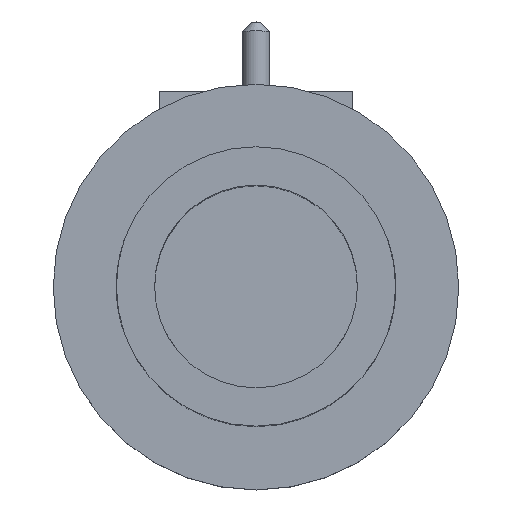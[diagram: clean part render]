
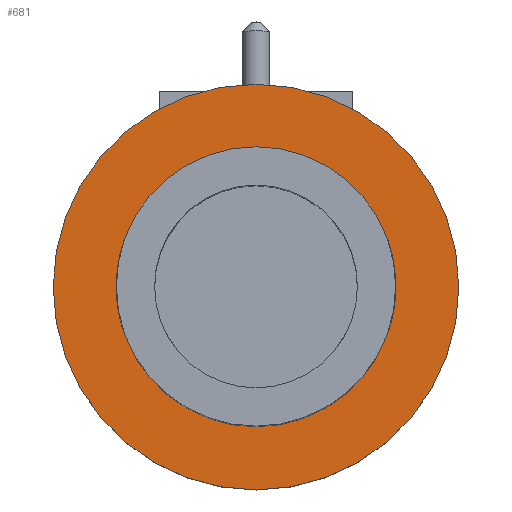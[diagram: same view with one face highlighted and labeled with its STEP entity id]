
A CAD part, top view. The second image highlights one B-rep face of the part: STEP entity #681.
In plain terms, the highlighted planar face has unit normal (0, 0, 1).
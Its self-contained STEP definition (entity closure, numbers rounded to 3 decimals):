
#70=FACE_BOUND('',#189,.T.);
#94=PLANE('',#789);
#136=FACE_OUTER_BOUND('',#188,.T.);
#188=EDGE_LOOP('',(#618));
#189=EDGE_LOOP('',(#619));
#306=CIRCLE('',#780,4.5);
#310=CIRCLE('',#787,3.1);
#362=VERTEX_POINT('',#1304);
#366=VERTEX_POINT('',#1318);
#443=EDGE_CURVE('',#362,#362,#306,.T.);
#451=EDGE_CURVE('',#366,#366,#310,.T.);
#618=ORIENTED_EDGE('',*,*,#443,.T.);
#619=ORIENTED_EDGE('',*,*,#451,.T.);
#681=ADVANCED_FACE('',(#136,#70),#94,.T.);
#780=AXIS2_PLACEMENT_3D('',#1305,#968,#969);
#787=AXIS2_PLACEMENT_3D('',#1320,#986,#987);
#789=AXIS2_PLACEMENT_3D('',#1322,#990,#991);
#968=DIRECTION('center_axis',(0.,0.,1.));
#969=DIRECTION('ref_axis',(1.,0.,0.));
#986=DIRECTION('center_axis',(0.,0.,-1.));
#987=DIRECTION('ref_axis',(1.,0.,0.));
#990=DIRECTION('center_axis',(0.,0.,1.));
#991=DIRECTION('ref_axis',(1.,0.,0.));
#1304=CARTESIAN_POINT('',(-2.,0.6,17.5));
#1305=CARTESIAN_POINT('Origin',(2.5,0.6,17.5));
#1318=CARTESIAN_POINT('',(-0.6,0.6,17.5));
#1320=CARTESIAN_POINT('Origin',(2.5,0.6,17.5));
#1322=CARTESIAN_POINT('Origin',(2.5,0.6,17.5));
